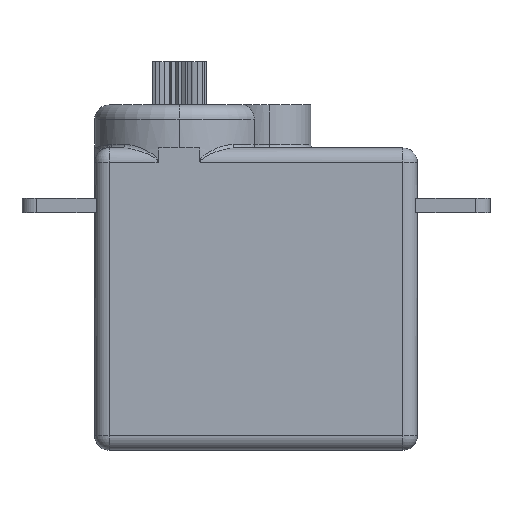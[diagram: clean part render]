
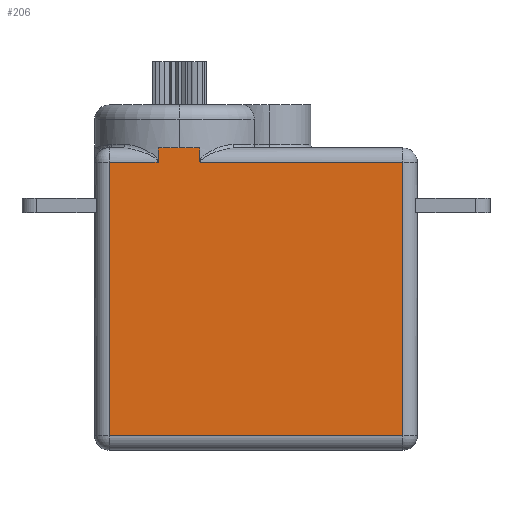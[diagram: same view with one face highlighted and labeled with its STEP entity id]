
A CAD part, top view. The second image highlights one B-rep face of the part: STEP entity #206.
In plain terms, the highlighted planar face has unit normal (0, 0, 1).
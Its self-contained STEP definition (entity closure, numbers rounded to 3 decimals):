
#27 = B_SPLINE_CURVE_WITH_KNOTS ( 'NONE', 3,
 ( #2741, #2734, #2751, #2752 ),
 .UNSPECIFIED., .F., .F.,
 ( 4, 4 ),
 ( 0., 0. ),
 .UNSPECIFIED. ) ;
#28 = B_SPLINE_CURVE_WITH_KNOTS ( 'NONE', 3,
 ( #2748, #2750, #2755, #2756 ),
 .UNSPECIFIED., .F., .F.,
 ( 4, 4 ),
 ( 0., 0. ),
 .UNSPECIFIED. ) ;
#51 = EDGE_CURVE ( 'NONE', #840, #1034, #1630, .T. ) ;
#72 = EDGE_CURVE ( 'NONE', #1035, #840, #1664, .T. ) ;
#76 = EDGE_CURVE ( 'NONE', #1053, #1035, #1671, .T. ) ;
#206 = ADVANCED_FACE ( 'NONE', ( #1786 ), #2304, .F. ) ;
#301 = EDGE_CURVE ( 'NONE', #1076, #1077, #1862, .T. ) ;
#302 = EDGE_CURVE ( 'NONE', #1077, #1082, #1857, .T. ) ;
#303 = EDGE_CURVE ( 'NONE', #1082, #1083, #1868, .T. ) ;
#304 = EDGE_CURVE ( 'NONE', #1083, #1084, #1870, .T. ) ;
#305 = EDGE_CURVE ( 'NONE', #1084, #1053, #27, .T. ) ;
#306 = EDGE_CURVE ( 'NONE', #1034, #1085, #28, .T. ) ;
#307 = EDGE_CURVE ( 'NONE', #1085, #1076, #2837, .T. ) ;
#840 = VERTEX_POINT ( 'NONE', #4001 ) ;
#925 = AXIS2_PLACEMENT_3D ( 'NONE', #2305, #2310, #2311 ) ;
#1034 = VERTEX_POINT ( 'NONE', #4177 ) ;
#1035 = VERTEX_POINT ( 'NONE', #4178 ) ;
#1053 = VERTEX_POINT ( 'NONE', #4194 ) ;
#1076 = VERTEX_POINT ( 'NONE', #4217 ) ;
#1077 = VERTEX_POINT ( 'NONE', #4218 ) ;
#1082 = VERTEX_POINT ( 'NONE', #4223 ) ;
#1083 = VERTEX_POINT ( 'NONE', #4224 ) ;
#1084 = VERTEX_POINT ( 'NONE', #4225 ) ;
#1085 = VERTEX_POINT ( 'NONE', #4226 ) ;
#1226 = ORIENTED_EDGE ( 'NONE', *, *, #301, .T. ) ;
#1227 = ORIENTED_EDGE ( 'NONE', *, *, #302, .T. ) ;
#1228 = ORIENTED_EDGE ( 'NONE', *, *, #303, .T. ) ;
#1229 = ORIENTED_EDGE ( 'NONE', *, *, #304, .T. ) ;
#1230 = ORIENTED_EDGE ( 'NONE', *, *, #305, .T. ) ;
#1231 = ORIENTED_EDGE ( 'NONE', *, *, #76, .T. ) ;
#1232 = ORIENTED_EDGE ( 'NONE', *, *, #72, .T. ) ;
#1233 = ORIENTED_EDGE ( 'NONE', *, *, #51, .T. ) ;
#1234 = ORIENTED_EDGE ( 'NONE', *, *, #306, .T. ) ;
#1235 = ORIENTED_EDGE ( 'NONE', *, *, #307, .T. ) ;
#1630 = LINE ( 'NONE', #1916, #1634 ) ;
#1634 = VECTOR ( 'NONE', #1918, 1000. ) ;
#1664 = LINE ( 'NONE', #1976, #1666 ) ;
#1666 = VECTOR ( 'NONE', #1987, 1000. ) ;
#1671 = LINE ( 'NONE', #1988, #1673 ) ;
#1673 = VECTOR ( 'NONE', #1989, 1000. ) ;
#1786 = FACE_OUTER_BOUND ( 'NONE', #4432, .T. ) ;
#1857 = LINE ( 'NONE', #2742, #1869 ) ;
#1862 = LINE ( 'NONE', #2740, #1866 ) ;
#1866 = VECTOR ( 'NONE', #2739, 1000. ) ;
#1868 = LINE ( 'NONE', #2744, #1871 ) ;
#1869 = VECTOR ( 'NONE', #2743, 1000. ) ;
#1870 = LINE ( 'NONE', #2746, #1872 ) ;
#1871 = VECTOR ( 'NONE', #2745, 1000. ) ;
#1872 = VECTOR ( 'NONE', #2747, 1000. ) ;
#1916 = CARTESIAN_POINT ( 'NONE',  ( -1.433, -2.997, 5.69 ) ) ;
#1918 = DIRECTION ( 'NONE',  ( 0., -1., 0. ) ) ;
#1976 = CARTESIAN_POINT ( 'NONE',  ( -5.867, -2.997, 5.69 ) ) ;
#1987 = DIRECTION ( 'NONE',  ( -1., 0., 0. ) ) ;
#1988 = CARTESIAN_POINT ( 'NONE',  ( 1.433, -3.997, 5.69 ) ) ;
#1989 = DIRECTION ( 'NONE',  ( 0., 1., 0. ) ) ;
#2304 = PLANE ( 'NONE',  #925 ) ;
#2305 = CARTESIAN_POINT ( 'NONE',  ( -5.867, -23.997, 5.69 ) ) ;
#2310 = DIRECTION ( 'NONE',  ( 0., 0., -1. ) ) ;
#2311 = DIRECTION ( 'NONE',  ( -1., 0., 0. ) ) ;
#2734 = CARTESIAN_POINT ( 'NONE',  ( 1.443, -3.954, 5.69 ) ) ;
#2739 = DIRECTION ( 'NONE',  ( 0., -1., 0. ) ) ;
#2740 = CARTESIAN_POINT ( 'NONE',  ( -4.867, -23.997, 5.69 ) ) ;
#2741 = CARTESIAN_POINT ( 'NONE',  ( 1.464, -3.997, 5.69 ) ) ;
#2742 = CARTESIAN_POINT ( 'NONE',  ( -5.867, -22.997, 5.69 ) ) ;
#2743 = DIRECTION ( 'NONE',  ( 1., 0., 0. ) ) ;
#2744 = CARTESIAN_POINT ( 'NONE',  ( 15.561, -23.997, 5.69 ) ) ;
#2745 = DIRECTION ( 'NONE',  ( 0., 1., 0. ) ) ;
#2746 = CARTESIAN_POINT ( 'NONE',  ( 1.433, -3.997, 5.69 ) ) ;
#2747 = DIRECTION ( 'NONE',  ( -1., 0., 0. ) ) ;
#2748 = CARTESIAN_POINT ( 'NONE',  ( -1.433, -3.86, 5.69 ) ) ;
#2750 = CARTESIAN_POINT ( 'NONE',  ( -1.433, -3.908, 5.69 ) ) ;
#2751 = CARTESIAN_POINT ( 'NONE',  ( 1.433, -3.907, 5.69 ) ) ;
#2752 = CARTESIAN_POINT ( 'NONE',  ( 1.433, -3.86, 5.69 ) ) ;
#2753 = CARTESIAN_POINT ( 'NONE',  ( -4.867, -3.997, 5.69 ) ) ;
#2755 = CARTESIAN_POINT ( 'NONE',  ( -1.444, -3.955, 5.69 ) ) ;
#2756 = CARTESIAN_POINT ( 'NONE',  ( -1.464, -3.997, 5.69 ) ) ;
#2757 = DIRECTION ( 'NONE',  ( -1., 0., 0. ) ) ;
#2837 = LINE ( 'NONE', #2753, #2838 ) ;
#2838 = VECTOR ( 'NONE', #2757, 1000. ) ;
#4001 = CARTESIAN_POINT ( 'NONE',  ( -1.433, -2.997, 5.69 ) ) ;
#4177 = CARTESIAN_POINT ( 'NONE',  ( -1.433, -3.86, 5.69 ) ) ;
#4178 = CARTESIAN_POINT ( 'NONE',  ( 1.433, -2.997, 5.69 ) ) ;
#4194 = CARTESIAN_POINT ( 'NONE',  ( 1.433, -3.86, 5.69 ) ) ;
#4217 = CARTESIAN_POINT ( 'NONE',  ( -4.867, -3.997, 5.69 ) ) ;
#4218 = CARTESIAN_POINT ( 'NONE',  ( -4.867, -22.997, 5.69 ) ) ;
#4223 = CARTESIAN_POINT ( 'NONE',  ( 15.561, -22.997, 5.69 ) ) ;
#4224 = CARTESIAN_POINT ( 'NONE',  ( 15.561, -3.997, 5.69 ) ) ;
#4225 = CARTESIAN_POINT ( 'NONE',  ( 1.464, -3.997, 5.69 ) ) ;
#4226 = CARTESIAN_POINT ( 'NONE',  ( -1.464, -3.997, 5.69 ) ) ;
#4432 = EDGE_LOOP ( 'NONE', ( #1226, #1227, #1228, #1229, #1230, #1231, #1232, #1233, #1234, #1235 ) ) ;
